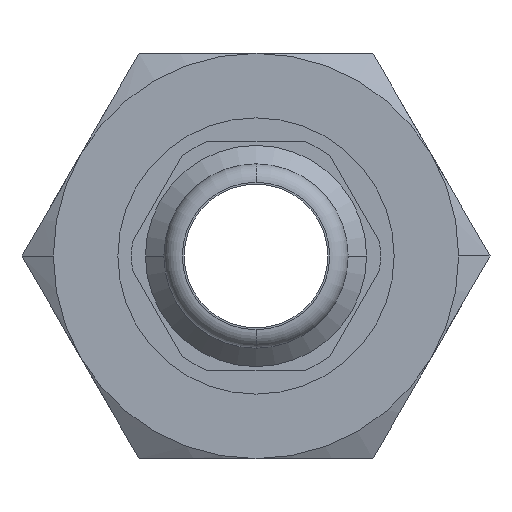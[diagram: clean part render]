
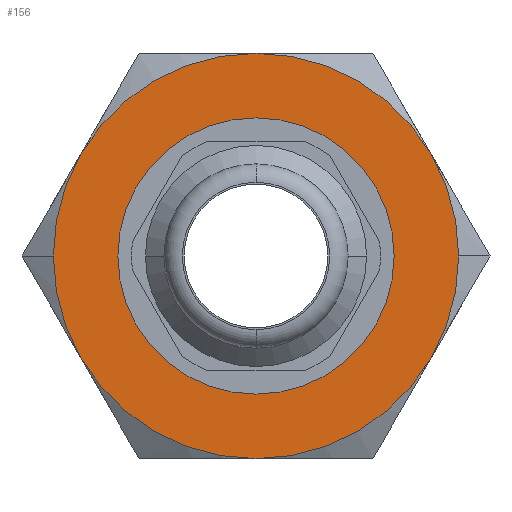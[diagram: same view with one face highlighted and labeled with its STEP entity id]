
A CAD part, front view. The second image highlights one B-rep face of the part: STEP entity #156.
In plain terms, the highlighted planar face has unit normal (0, -1, 0).
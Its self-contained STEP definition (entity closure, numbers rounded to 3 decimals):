
#156=ADVANCED_FACE('',(#348,#349),#350,.T.);
#348=FACE_OUTER_BOUND('',#573,.T.);
#349=FACE_BOUND('',#574,.T.);
#350=PLANE('',#575);
#573=EDGE_LOOP('',(#952,#953,#954,#955,#956,#957,#958,#959));
#574=EDGE_LOOP('',(#960,#961));
#575=AXIS2_PLACEMENT_3D('',#962,#963,#964);
#952=ORIENTED_EDGE('',*,*,#1352,.F.);
#953=ORIENTED_EDGE('',*,*,#1437,.F.);
#954=ORIENTED_EDGE('',*,*,#1438,.F.);
#955=ORIENTED_EDGE('',*,*,#1439,.F.);
#956=ORIENTED_EDGE('',*,*,#1422,.F.);
#957=ORIENTED_EDGE('',*,*,#1440,.F.);
#958=ORIENTED_EDGE('',*,*,#1309,.F.);
#959=ORIENTED_EDGE('',*,*,#1441,.F.);
#960=ORIENTED_EDGE('',*,*,#1442,.F.);
#961=ORIENTED_EDGE('',*,*,#1355,.F.);
#962=CARTESIAN_POINT('',(5.5,23.5,0.0));
#963=DIRECTION('',(-0.0,-1.0,-0.0));
#964=DIRECTION('',(-1.0,0.0,0.0));
#1309=EDGE_CURVE('',#1550,#1547,#1552,.T.);
#1352=EDGE_CURVE('',#1626,#1623,#1628,.T.);
#1355=EDGE_CURVE('',#1631,#1633,#1634,.T.);
#1422=EDGE_CURVE('',#1660,#1732,#1734,.T.);
#1437=EDGE_CURVE('',#1669,#1626,#1755,.T.);
#1438=EDGE_CURVE('',#1756,#1669,#1757,.T.);
#1439=EDGE_CURVE('',#1732,#1756,#1758,.T.);
#1440=EDGE_CURVE('',#1547,#1660,#1759,.T.);
#1441=EDGE_CURVE('',#1623,#1550,#1760,.T.);
#1442=EDGE_CURVE('',#1633,#1631,#1761,.T.);
#1547=VERTEX_POINT('',#1897);
#1550=VERTEX_POINT('',#1911);
#1552=CIRCLE('',#1924,11.0);
#1623=VERTEX_POINT('',#2041);
#1626=VERTEX_POINT('',#2045);
#1628=CIRCLE('',#2058,11.0);
#1631=VERTEX_POINT('',#2061);
#1633=VERTEX_POINT('',#2064);
#1634=CIRCLE('',#2065,7.5);
#1660=VERTEX_POINT('',#2098);
#1669=VERTEX_POINT('',#2142);
#1732=VERTEX_POINT('',#2282);
#1734=CIRCLE('',#2285,11.0);
#1755=CIRCLE('',#2313,11.0);
#1756=VERTEX_POINT('',#2314);
#1757=CIRCLE('',#2315,11.0);
#1758=CIRCLE('',#2316,11.0);
#1759=CIRCLE('',#2317,11.0);
#1760=CIRCLE('',#2318,11.0);
#1761=CIRCLE('',#2319,7.5);
#1897=CARTESIAN_POINT('',(0.0,23.5,-11.0));
#1911=CARTESIAN_POINT('',(9.526,23.5,-5.5));
#1924=AXIS2_PLACEMENT_3D('',#2520,#2521,#2522);
#2041=CARTESIAN_POINT('',(11.0,23.5,0.));
#2045=CARTESIAN_POINT('',(9.526,23.5,5.5));
#2058=AXIS2_PLACEMENT_3D('',#2588,#2589,#2590);
#2061=CARTESIAN_POINT('',(7.5,23.5,0.));
#2064=CARTESIAN_POINT('',(-7.5,23.5,0.));
#2065=AXIS2_PLACEMENT_3D('',#2592,#2593,#2594);
#2098=CARTESIAN_POINT('',(-9.526,23.5,-5.5));
#2142=CARTESIAN_POINT('',(0.,23.5,11.0));
#2282=CARTESIAN_POINT('',(-11.0,23.5,0.));
#2285=AXIS2_PLACEMENT_3D('',#2676,#2677,#2678);
#2313=AXIS2_PLACEMENT_3D('',#2695,#2696,#2697);
#2314=CARTESIAN_POINT('',(-9.526,23.5,5.5));
#2315=AXIS2_PLACEMENT_3D('',#2698,#2699,#2700);
#2316=AXIS2_PLACEMENT_3D('',#2701,#2702,#2703);
#2317=AXIS2_PLACEMENT_3D('',#2704,#2705,#2706);
#2318=AXIS2_PLACEMENT_3D('',#2707,#2708,#2709);
#2319=AXIS2_PLACEMENT_3D('',#2710,#2711,#2712);
#2520=CARTESIAN_POINT('',(0.0,23.5,0.0));
#2521=DIRECTION('',(-0.0,1.0,0.0));
#2522=DIRECTION('',(1.0,0.0,0.0));
#2588=CARTESIAN_POINT('',(0.0,23.5,0.0));
#2589=DIRECTION('',(-0.0,1.0,0.0));
#2590=DIRECTION('',(1.0,0.0,0.0));
#2592=CARTESIAN_POINT('',(0.0,23.5,0.0));
#2593=DIRECTION('',(0.0,-1.0,0.0));
#2594=DIRECTION('',(1.0,0.0,0.0));
#2676=CARTESIAN_POINT('',(0.0,23.5,0.0));
#2677=DIRECTION('',(-0.0,1.0,0.0));
#2678=DIRECTION('',(1.0,0.0,0.0));
#2695=CARTESIAN_POINT('',(0.0,23.5,0.0));
#2696=DIRECTION('',(-0.0,1.0,0.0));
#2697=DIRECTION('',(1.0,0.0,0.0));
#2698=CARTESIAN_POINT('',(0.0,23.5,0.0));
#2699=DIRECTION('',(-0.0,1.0,0.0));
#2700=DIRECTION('',(1.0,0.0,0.0));
#2701=CARTESIAN_POINT('',(0.0,23.5,0.0));
#2702=DIRECTION('',(-0.0,1.0,0.0));
#2703=DIRECTION('',(1.0,0.0,0.0));
#2704=CARTESIAN_POINT('',(0.0,23.5,0.0));
#2705=DIRECTION('',(-0.0,1.0,0.0));
#2706=DIRECTION('',(1.0,0.0,0.0));
#2707=CARTESIAN_POINT('',(0.0,23.5,0.0));
#2708=DIRECTION('',(-0.0,1.0,0.0));
#2709=DIRECTION('',(1.0,0.0,0.0));
#2710=CARTESIAN_POINT('',(0.0,23.5,0.0));
#2711=DIRECTION('',(0.0,-1.0,0.0));
#2712=DIRECTION('',(1.0,0.0,0.0));
